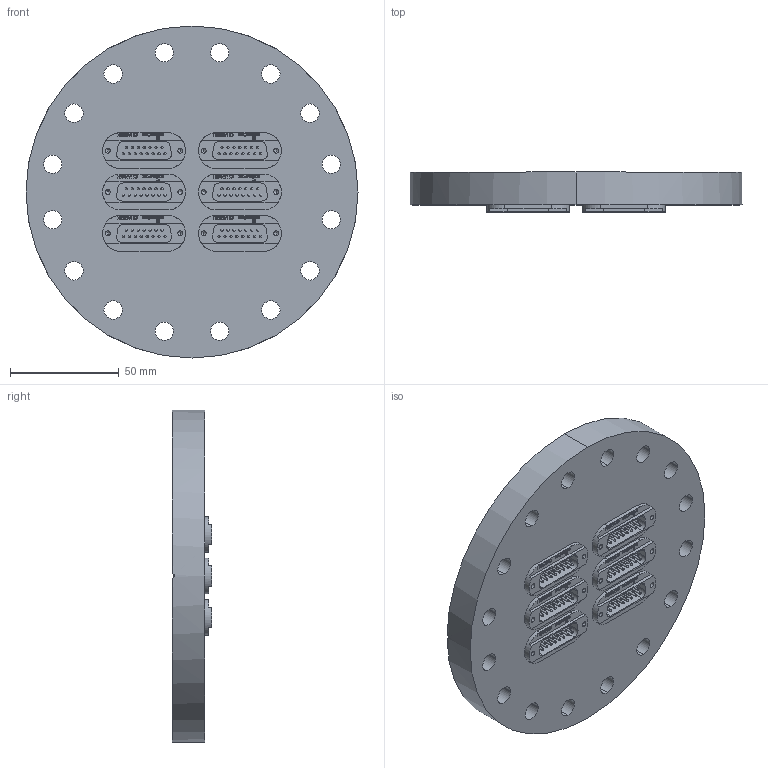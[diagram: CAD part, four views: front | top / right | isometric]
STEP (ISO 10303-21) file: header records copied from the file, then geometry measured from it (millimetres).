
FILE_DESCRIPTION (( 'STEP AP214' ), '1' );
FILE_NAME ('210-D15-C100-6.step', '2025-02-17T20:21:42', ( '' ), ( '' ), 'SwSTEP 2.0', 'SolidWorks 2022', '' );
FILE_SCHEMA (( 'AUTOMOTIVE_DESIGN' ));
Length unit declared in the file: millimetre
Products named in the file (5): 210-D15-C100-6; 218-D9-37-SS_218-D15-SS; 9210-D15-C100-6_CF100; 9218-D9-37-SS-V22_15pin 1mm beschr. allectra; 9210-PIN-FENI_Pin vergoldet
Assembly tree (23 placements, depth 3):
  210-D15-C100-6
    9210-D15-C100-6_CF100
    218-D9-37-SS_218-D15-SS  x6
      9218-D9-37-SS-V22_15pin 1mm beschr. allectra
      9210-PIN-FENI_Pin vergoldet
Bounding box: 152.4 x 18.2 x 152.4 mm (x, y, z)
Volume: 236305 mm3; surface area: 78254.2 mm2
Topology: 97 solids, 97 shells, 2080 faces, 5726 edges, 3768 vertices
Faces by surface type: plane 868, cylinder 806, sphere 180, bspline 162, cone 52, torus 12
Entity records: 13187 total; most frequent: CARTESIAN_POINT 3770, DIRECTION 1885, ORIENTED_EDGE 1878, EDGE_CURVE 939, AXIS2_PLACEMENT_3D 655, VERTEX_POINT 622, LINE 575, VECTOR 575
